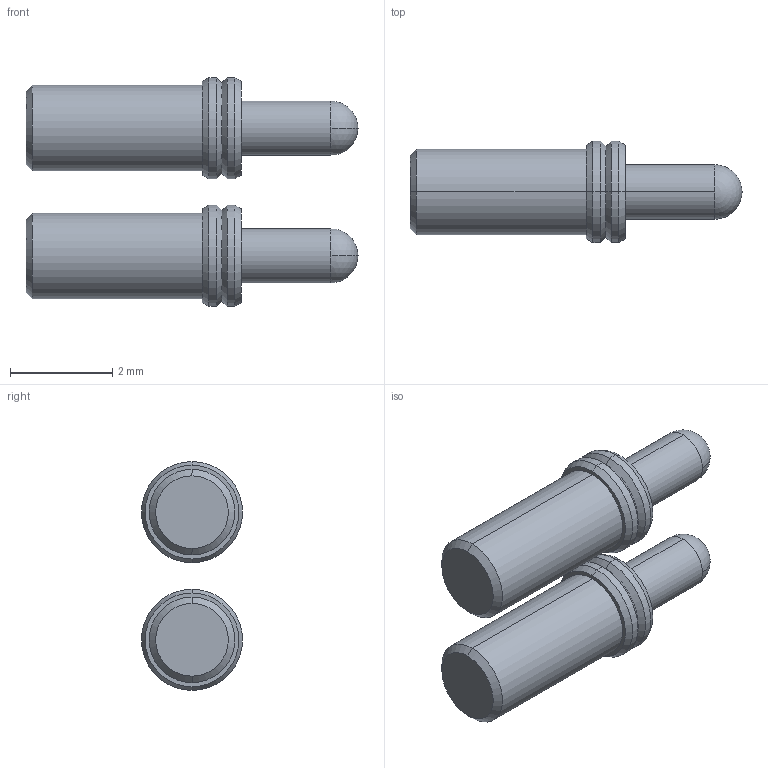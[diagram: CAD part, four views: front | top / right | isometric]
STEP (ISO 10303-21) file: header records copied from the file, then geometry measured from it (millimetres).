
FILE_DESCRIPTION(('FreeCAD Model'),'2;1');
FILE_NAME('Open CASCADE Shape Model','2021-11-16T19:59:10',(''),(''), 'Open CASCADE STEP processor 7.5','FreeCAD','Unknown');
FILE_SCHEMA(('AUTOMOTIVE_DESIGN { 1 0 10303 214 1 1 1 1 }'));
Length unit declared in the file: millimetre
Products named in the file (3): Unnamed1; mill-max-0921-5-15-20-77-14-11-0; mill-max-0921-5-15-20-77-14-11-001
Assembly tree (2 placements, depth 2):
  Unnamed1
    mill-max-0921-5-15-20-77-14-11-0
    mill-max-0921-5-15-20-77-14-11-001
Bounding box: 6.5 x 1.98 x 4.48 mm (x, y, z)
Volume: 23.4 mm3; surface area: 70.3 mm2
Topology: 2 solids, 2 shells, 46 faces, 96 edges, 54 vertices
Faces by surface type: cone 20, cylinder 16, plane 6, sphere 4
Entity records: 1056 total; most frequent: CARTESIAN_POINT 187, ORIENTED_EDGE 174, EDGE_CURVE 87, PCURVE 75, LINE 63, SURFACE_CURVE 61, DEFINITIONAL_REPRESENTATION 51, FACE_BOUND 50
